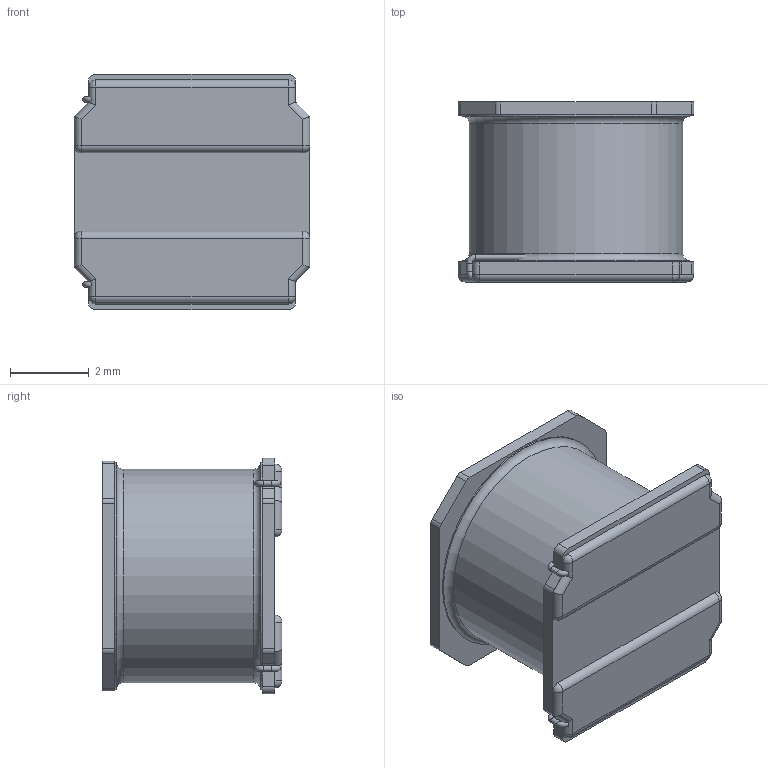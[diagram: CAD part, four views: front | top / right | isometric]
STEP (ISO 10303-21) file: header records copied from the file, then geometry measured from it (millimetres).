
FILE_DESCRIPTION(/* description */ ('Alibre Inc.'),/* implementation_level */ '2;1');
FILE_NAME(/* name */ 'coil.stp',/* time_stamp */ '2021-01-05T14:08:03+02:00',/* author */ ('SID'),/* organization */ (''),/* preprocessor_version */ 'ST-DEVELOPER v17.2',/* originating_system */ 'Autodesk Inventor 2019',/* authorisation */ '');
FILE_SCHEMA (('AUTOMOTIVE_DESIGN { 1 0 10303 214 3 1 1 }'));
Length unit declared in the file: millimetre
Products named in the file (5): NRS4018; Body; Pins; Sealant; wire
Assembly tree (4 placements, depth 2):
  NRS4018
    Body
    Pins
    Sealant
    wire
Bounding box: 5.97 x 4.56 x 5.97 mm (x, y, z)
Volume: 51.9 mm3; surface area: 352.9 mm2
Topology: 6 solids, 6 shells, 95 faces, 263 edges, 174 vertices
Faces by surface type: cylinder 46, plane 34, sphere 8, torus 6, cone 1
Full cylindrical faces by diameter (mm): 0.144 x6, 1.63 x1, 5.41 x1, 5.771 x2
Entity records: 3370 total; most frequent: DIRECTION 595, CARTESIAN_POINT 533, ORIENTED_EDGE 510, EDGE_CURVE 255, AXIS2_PLACEMENT_3D 236, VERTEX_POINT 174, CIRCLE 124, LINE 123
